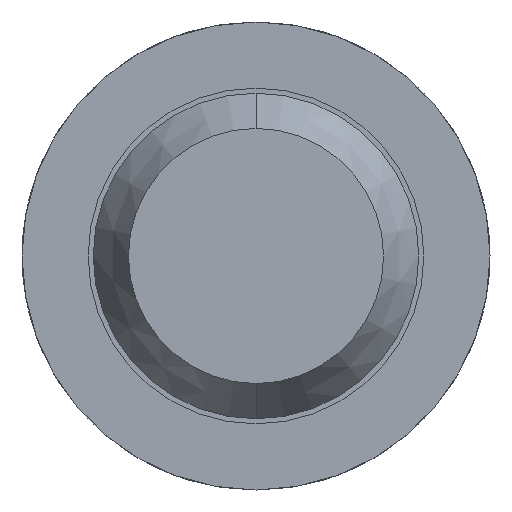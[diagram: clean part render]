
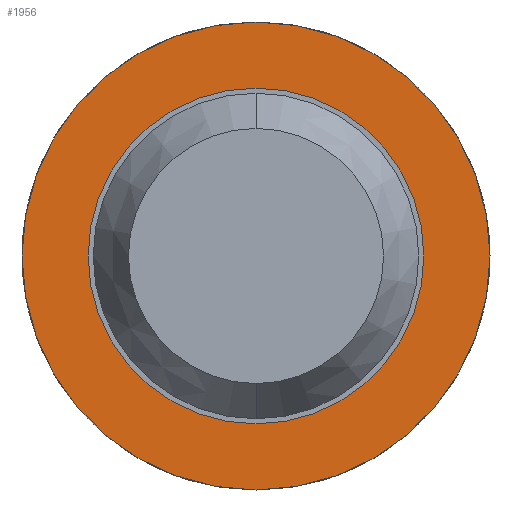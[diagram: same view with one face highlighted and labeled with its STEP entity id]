
A CAD part, front view. The second image highlights one B-rep face of the part: STEP entity #1956.
In plain terms, the highlighted planar face has unit normal (0, -1, 0).
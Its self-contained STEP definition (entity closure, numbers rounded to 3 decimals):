
#152 = DIRECTION ( 'NONE',  ( 0., 1., 0. ) ) ;
#286 = CIRCLE ( 'NONE', #4511, 0.825 ) ;
#393 = VERTEX_POINT ( 'NONE', #1557 ) ;
#416 = DIRECTION ( 'NONE',  ( 0., 1., 0. ) ) ;
#664 = EDGE_LOOP ( 'NONE', ( #3097, #2958 ) ) ;
#680 = VERTEX_POINT ( 'NONE', #752 ) ;
#713 = DIRECTION ( 'NONE',  ( 0., 1., 0. ) ) ;
#752 = CARTESIAN_POINT ( 'NONE',  ( 0., -1.7, -0.825 ) ) ;
#929 = VERTEX_POINT ( 'NONE', #4002 ) ;
#1174 = DIRECTION ( 'NONE',  ( 0., 0., 1. ) ) ;
#1293 = FACE_BOUND ( 'NONE', #2874, .T. ) ;
#1333 = EDGE_CURVE ( 'Defeature ausgef�hrt2_14+Defeature ausgef�hrt2_13+Defeature ausgef�hrt2_13+Defeature ausgef�hrt2_13', #680, #929, #286, .T. ) ;
#1412 = DIRECTION ( 'NONE',  ( 0., 1., 0. ) ) ;
#1454 = VERTEX_POINT ( 'NONE', #3156 ) ;
#1557 = CARTESIAN_POINT ( 'NONE',  ( 0., -1.7, -1.15 ) ) ;
#1615 = EDGE_CURVE ( 'Defeature ausgef�hrt2_10+Defeature ausgef�hrt2_14+Defeature ausgef�hrt2_14+Defeature ausgef�hrt2_14', #393, #1454, #3946, .T. ) ;
#1722 = ORIENTED_EDGE ( 'NONE', *, *, #4353, .T. ) ;
#1956 = ADVANCED_FACE ( 'Defeature ausgef�hrt2_14', ( #2285, #1293 ), #2383, .F. ) ;
#2187 = DIRECTION ( 'NONE',  ( 0., 0., 1. ) ) ;
#2280 = DIRECTION ( 'NONE',  ( 0., 0., 1. ) ) ;
#2285 = FACE_OUTER_BOUND ( 'NONE', #664, .T. ) ;
#2383 = PLANE ( 'NONE',  #4419 ) ;
#2671 = DIRECTION ( 'NONE',  ( 0., 1., 0. ) ) ;
#2874 = EDGE_LOOP ( 'NONE', ( #1722, #3721 ) ) ;
#2958 = ORIENTED_EDGE ( 'NONE', *, *, #1615, .F. ) ;
#3097 = ORIENTED_EDGE ( 'NONE', *, *, #4295, .F. ) ;
#3143 = AXIS2_PLACEMENT_3D ( 'NONE', #4558, #416, #1174 ) ;
#3146 = CIRCLE ( 'NONE', #3462, 1.15 ) ;
#3156 = CARTESIAN_POINT ( 'NONE',  ( 0., -1.7, 1.15 ) ) ;
#3462 = AXIS2_PLACEMENT_3D ( 'NONE', #4425, #713, #2187 ) ;
#3506 = CARTESIAN_POINT ( 'NONE',  ( 0.825, -1.7, 0. ) ) ;
#3670 = AXIS2_PLACEMENT_3D ( 'NONE', #4342, #1412, #4355 ) ;
#3721 = ORIENTED_EDGE ( 'NONE', *, *, #1333, .T. ) ;
#3759 = CARTESIAN_POINT ( 'NONE',  ( 0., -1.7, 0. ) ) ;
#3790 = CIRCLE ( 'NONE', #3143, 0.825 ) ;
#3946 = CIRCLE ( 'NONE', #3670, 1.15 ) ;
#4002 = CARTESIAN_POINT ( 'NONE',  ( 0., -1.7, 0.825 ) ) ;
#4295 = EDGE_CURVE ( 'Defeature ausgef�hrt2_10+Defeature ausgef�hrt2_14+Defeature ausgef�hrt2_14+Defeature ausgef�hrt2_14', #1454, #393, #3146, .T. ) ;
#4342 = CARTESIAN_POINT ( 'NONE',  ( 0., -1.7, 0. ) ) ;
#4353 = EDGE_CURVE ( 'Defeature ausgef�hrt2_14+Defeature ausgef�hrt2_13+Defeature ausgef�hrt2_13+Defeature ausgef�hrt2_13', #929, #680, #3790, .T. ) ;
#4355 = DIRECTION ( 'NONE',  ( 0., 0., 1. ) ) ;
#4419 = AXIS2_PLACEMENT_3D ( 'NONE', #3506, #152, #4572 ) ;
#4425 = CARTESIAN_POINT ( 'NONE',  ( 0., -1.7, 0. ) ) ;
#4511 = AXIS2_PLACEMENT_3D ( 'NONE', #3759, #2671, #2280 ) ;
#4558 = CARTESIAN_POINT ( 'NONE',  ( 0., -1.7, 0. ) ) ;
#4572 = DIRECTION ( 'NONE',  ( 0., 0., 1. ) ) ;
